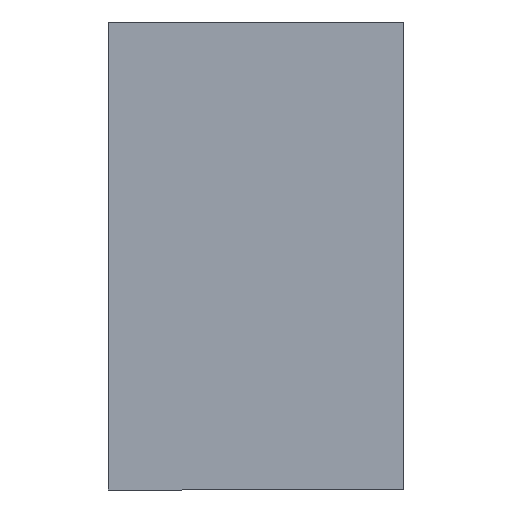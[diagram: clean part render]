
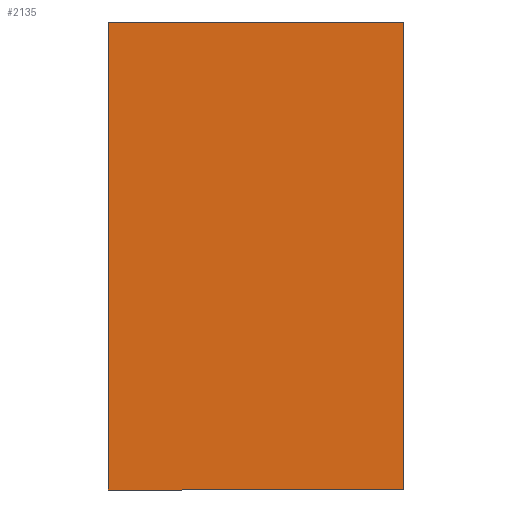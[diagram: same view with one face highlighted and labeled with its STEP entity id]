
A CAD part, left-side view. The second image highlights one B-rep face of the part: STEP entity #2135.
In plain terms, the highlighted planar face has unit normal (-1, 0, 0).
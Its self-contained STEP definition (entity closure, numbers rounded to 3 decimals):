
#106 = CARTESIAN_POINT ( 'NONE',  ( -0.01, 0., 0. ) ) ;
#186 = DIRECTION ( 'NONE',  ( 0., 0., 1. ) ) ;
#211 = LINE ( 'NONE', #974, #573 ) ;
#363 = ORIENTED_EDGE ( 'NONE', *, *, #413, .T. ) ;
#413 = EDGE_CURVE ( 'NONE', #2459, #2157, #211, .T. ) ;
#570 = EDGE_LOOP ( 'NONE', ( #2060, #1636, #1073, #363 ) ) ;
#573 = VECTOR ( 'NONE', #1754, 1000. ) ;
#596 = EDGE_CURVE ( 'NONE', #2157, #1097, #1892, .T. ) ;
#672 = VECTOR ( 'NONE', #2137, 1000. ) ;
#844 = FACE_OUTER_BOUND ( 'NONE', #570, .T. ) ;
#858 = PLANE ( 'NONE',  #2297 ) ;
#914 = CARTESIAN_POINT ( 'NONE',  ( -0.01, 1.19, -1.89 ) ) ;
#950 = EDGE_CURVE ( 'NONE', #1097, #1111, #1863, .T. ) ;
#974 = CARTESIAN_POINT ( 'NONE',  ( -0.01, 1.19, -1.89 ) ) ;
#1073 = ORIENTED_EDGE ( 'NONE', *, *, #1600, .T. ) ;
#1097 = VERTEX_POINT ( 'NONE', #2229 ) ;
#1111 = VERTEX_POINT ( 'NONE', #1990 ) ;
#1523 = CARTESIAN_POINT ( 'NONE',  ( -0.01, -0.01, -1.89 ) ) ;
#1577 = LINE ( 'NONE', #2398, #672 ) ;
#1600 = EDGE_CURVE ( 'NONE', #1111, #2459, #1577, .T. ) ;
#1636 = ORIENTED_EDGE ( 'NONE', *, *, #950, .T. ) ;
#1751 = VECTOR ( 'NONE', #186, 1000. ) ;
#1754 = DIRECTION ( 'NONE',  ( 0., 0., -1. ) ) ;
#1860 = CARTESIAN_POINT ( 'NONE',  ( -0.01, 1.19, -1.89 ) ) ;
#1863 = LINE ( 'NONE', #1523, #1751 ) ;
#1892 = LINE ( 'NONE', #914, #1911 ) ;
#1911 = VECTOR ( 'NONE', #2285, 1000. ) ;
#1990 = CARTESIAN_POINT ( 'NONE',  ( -0.01, -0.01, 0.01 ) ) ;
#2060 = ORIENTED_EDGE ( 'NONE', *, *, #596, .T. ) ;
#2065 = DIRECTION ( 'NONE',  ( 0., 0., 1. ) ) ;
#2135 = ADVANCED_FACE ( 'NONE', ( #844 ), #858, .T. ) ;
#2137 = DIRECTION ( 'NONE',  ( 0., 1., 0. ) ) ;
#2157 = VERTEX_POINT ( 'NONE', #1860 ) ;
#2229 = CARTESIAN_POINT ( 'NONE',  ( -0.01, -0.01, -1.89 ) ) ;
#2285 = DIRECTION ( 'NONE',  ( 0., -1., 0. ) ) ;
#2297 = AXIS2_PLACEMENT_3D ( 'NONE', #106, #2413, #2065 ) ;
#2371 = CARTESIAN_POINT ( 'NONE',  ( -0.01, 1.19, 0.01 ) ) ;
#2398 = CARTESIAN_POINT ( 'NONE',  ( -0.01, 1.19, 0.01 ) ) ;
#2413 = DIRECTION ( 'NONE',  ( -1., 0., 0. ) ) ;
#2459 = VERTEX_POINT ( 'NONE', #2371 ) ;
